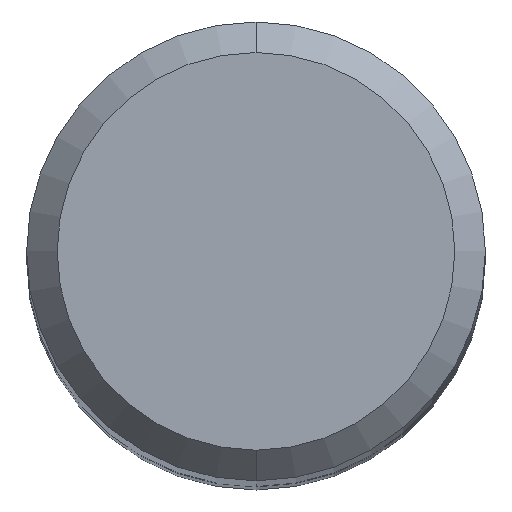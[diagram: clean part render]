
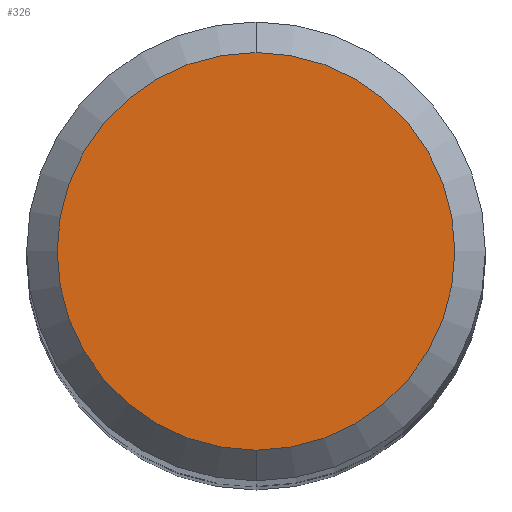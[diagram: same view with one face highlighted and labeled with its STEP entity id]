
A CAD part, top view. The second image highlights one B-rep face of the part: STEP entity #326.
In plain terms, the highlighted planar face has unit normal (0, 0, 1).
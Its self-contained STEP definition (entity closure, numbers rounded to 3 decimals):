
#180=VERTEX_POINT('',#475);
#216=VERTEX_POINT('',#517);
#308=EDGE_CURVE('',#180,#216,#612,.T.);
#326=ADVANCED_FACE('',(#633),#634,.T.);
#404=EDGE_CURVE('',#216,#180,#721,.T.);
#475=CARTESIAN_POINT('',(0.,-2.6,0.0));
#517=CARTESIAN_POINT('',(0.0,2.6,0.0));
#612=CIRCLE('',#1071,2.6);
#633=FACE_OUTER_BOUND('',#1096,.T.);
#634=PLANE('',#1097);
#721=CIRCLE('',#1313,2.6);
#1071=AXIS2_PLACEMENT_3D('',#1521,#1522,#1523);
#1096=EDGE_LOOP('',(#1555,#1556));
#1097=AXIS2_PLACEMENT_3D('',#1557,#1558,#1559);
#1313=AXIS2_PLACEMENT_3D('',#1657,#1658,#1659);
#1521=CARTESIAN_POINT('',(0.0,0.0,0.0));
#1522=DIRECTION('',(0.0,0.0,-1.0));
#1523=DIRECTION('',(0.0,1.0,0.0));
#1555=ORIENTED_EDGE('',*,*,#404,.F.);
#1556=ORIENTED_EDGE('',*,*,#308,.F.);
#1557=CARTESIAN_POINT('',(0.0,1.3,0.0));
#1558=DIRECTION('',(-0.0,0.0,1.0));
#1559=DIRECTION('',(0.0,-1.0,0.0));
#1657=CARTESIAN_POINT('',(0.0,0.0,0.0));
#1658=DIRECTION('',(0.0,0.0,-1.0));
#1659=DIRECTION('',(0.0,1.0,0.0));
